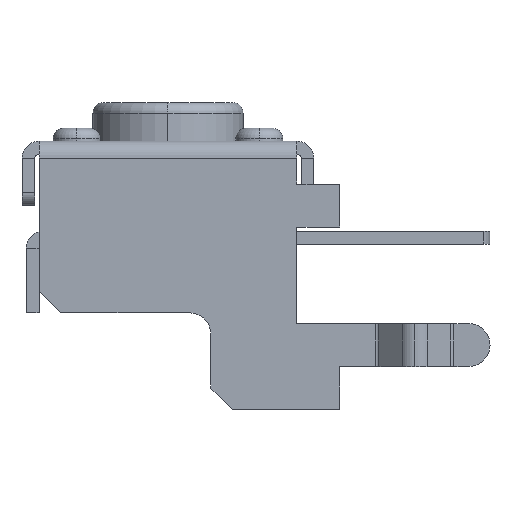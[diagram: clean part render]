
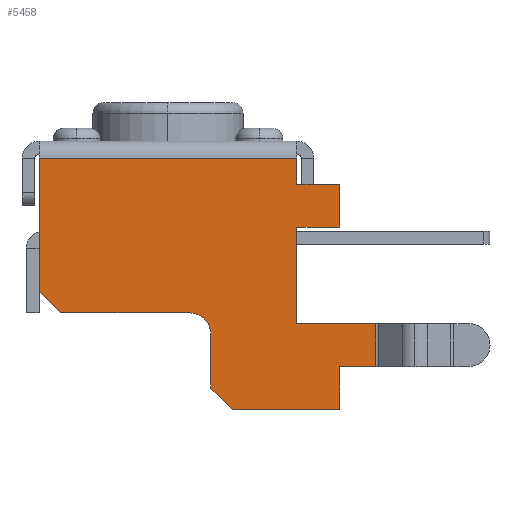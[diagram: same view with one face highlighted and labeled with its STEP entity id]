
A CAD part, left-side view. The second image highlights one B-rep face of the part: STEP entity #5458.
In plain terms, the highlighted planar face has unit normal (-1, 0, 0).
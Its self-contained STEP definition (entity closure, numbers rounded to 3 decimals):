
#6 = DIRECTION ( 'NONE',  ( 0., 0., -1. ) ) ;
#160 = DIRECTION ( 'NONE',  ( 0., 0., -1. ) ) ;
#177 = VERTEX_POINT ( 'NONE', #5565 ) ;
#192 = VERTEX_POINT ( 'NONE', #2665 ) ;
#386 = LINE ( 'NONE', #3977, #4999 ) ;
#450 = LINE ( 'NONE', #4935, #5952 ) ;
#481 = LINE ( 'NONE', #2409, #6127 ) ;
#486 = DIRECTION ( 'NONE',  ( 0., 0., -1. ) ) ;
#507 = EDGE_LOOP ( 'NONE', ( #3829, #2359, #4381, #525, #950, #3008, #1341, #852, #1869, #890, #1563, #1229, #5751, #2719, #5867, #616, #2694 ) ) ;
#525 = ORIENTED_EDGE ( 'NONE', *, *, #2844, .T. ) ;
#616 = ORIENTED_EDGE ( 'NONE', *, *, #1407, .T. ) ;
#625 = VECTOR ( 'NONE', #1298, 1000. ) ;
#639 = EDGE_CURVE ( 'NONE', #1041, #5403, #481, .T. ) ;
#682 = EDGE_CURVE ( 'NONE', #3323, #3377, #3209, .T. ) ;
#684 = VECTOR ( 'NONE', #3009, 1000. ) ;
#718 = VECTOR ( 'NONE', #6247, 1000. ) ;
#782 = PLANE ( 'NONE',  #2482 ) ;
#792 = VERTEX_POINT ( 'NONE', #6058 ) ;
#804 = DIRECTION ( 'NONE',  ( 0., 0., -1. ) ) ;
#851 = CARTESIAN_POINT ( 'NONE',  ( -3.65, -3., -1. ) ) ;
#852 = ORIENTED_EDGE ( 'NONE', *, *, #639, .F. ) ;
#890 = ORIENTED_EDGE ( 'NONE', *, *, #2379, .F. ) ;
#941 = CARTESIAN_POINT ( 'NONE',  ( -3.65, -4., -5.25 ) ) ;
#950 = ORIENTED_EDGE ( 'NONE', *, *, #5786, .T. ) ;
#1029 = CARTESIAN_POINT ( 'NONE',  ( -3.65, -1., -5.75 ) ) ;
#1038 = DIRECTION ( 'NONE',  ( 0., 1., 0. ) ) ;
#1041 = VERTEX_POINT ( 'NONE', #851 ) ;
#1110 = LINE ( 'NONE', #5764, #718 ) ;
#1166 = DIRECTION ( 'NONE',  ( 0., -1., 0. ) ) ;
#1186 = VERTEX_POINT ( 'NONE', #3446 ) ;
#1229 = ORIENTED_EDGE ( 'NONE', *, *, #4017, .T. ) ;
#1298 = DIRECTION ( 'NONE',  ( 0., -0.707, -0.707 ) ) ;
#1341 = ORIENTED_EDGE ( 'NONE', *, *, #2678, .F. ) ;
#1407 = EDGE_CURVE ( 'NONE', #1646, #6305, #5100, .T. ) ;
#1415 = CARTESIAN_POINT ( 'NONE',  ( -3.65, 3., 0. ) ) ;
#1491 = CARTESIAN_POINT ( 'NONE',  ( -3.65, 2.5, -4. ) ) ;
#1503 = DIRECTION ( 'NONE',  ( 0., -1., 0. ) ) ;
#1512 = EDGE_CURVE ( 'NONE', #1186, #3858, #2701, .T. ) ;
#1563 = ORIENTED_EDGE ( 'NONE', *, *, #682, .T. ) ;
#1601 = DIRECTION ( 'NONE',  ( 0., 0., -1. ) ) ;
#1608 = CARTESIAN_POINT ( 'NONE',  ( -3.65, -3., -0.4 ) ) ;
#1620 = CARTESIAN_POINT ( 'NONE',  ( -3.65, -0.5, -4.5 ) ) ;
#1623 = VECTOR ( 'NONE', #3290, 1000. ) ;
#1646 = VERTEX_POINT ( 'NONE', #1706 ) ;
#1704 = CARTESIAN_POINT ( 'NONE',  ( -3.65, -4., -6.25 ) ) ;
#1706 = CARTESIAN_POINT ( 'NONE',  ( -3.65, -1., -5.75 ) ) ;
#1719 = DIRECTION ( 'NONE',  ( 0., -1., 0. ) ) ;
#1760 = CIRCLE ( 'NONE', #4623, 0.5 ) ;
#1821 = VECTOR ( 'NONE', #3925, 1000. ) ;
#1869 = ORIENTED_EDGE ( 'NONE', *, *, #4092, .T. ) ;
#1914 = EDGE_CURVE ( 'NONE', #3858, #5688, #1110, .T. ) ;
#1937 = VECTOR ( 'NONE', #6, 1000. ) ;
#2183 = DIRECTION ( 'NONE',  ( 1., 0., 0. ) ) ;
#2207 = VERTEX_POINT ( 'NONE', #4622 ) ;
#2230 = DIRECTION ( 'NONE',  ( -1., 0., 0. ) ) ;
#2280 = LINE ( 'NONE', #4524, #684 ) ;
#2341 = CARTESIAN_POINT ( 'NONE',  ( -3.65, 3., -0.4 ) ) ;
#2359 = ORIENTED_EDGE ( 'NONE', *, *, #1914, .F. ) ;
#2379 = EDGE_CURVE ( 'NONE', #3323, #3814, #2762, .T. ) ;
#2409 = CARTESIAN_POINT ( 'NONE',  ( -3.65, -3., -1. ) ) ;
#2482 = AXIS2_PLACEMENT_3D ( 'NONE', #4706, #2230, #2698 ) ;
#2488 = CARTESIAN_POINT ( 'NONE',  ( -3.65, 0., -6.25 ) ) ;
#2544 = CARTESIAN_POINT ( 'NONE',  ( -3.65, -4., -2. ) ) ;
#2601 = EDGE_CURVE ( 'NONE', #3178, #177, #5663, .T. ) ;
#2640 = LINE ( 'NONE', #2488, #5117 ) ;
#2665 = CARTESIAN_POINT ( 'NONE',  ( -3.65, -1., -4.5 ) ) ;
#2678 = EDGE_CURVE ( 'NONE', #5403, #4557, #6278, .T. ) ;
#2688 = CARTESIAN_POINT ( 'NONE',  ( -3.65, -3., -2. ) ) ;
#2694 = ORIENTED_EDGE ( 'NONE', *, *, #6202, .T. ) ;
#2698 = DIRECTION ( 'NONE',  ( 0., -1., 0. ) ) ;
#2701 = LINE ( 'NONE', #6006, #2934 ) ;
#2719 = ORIENTED_EDGE ( 'NONE', *, *, #4745, .T. ) ;
#2762 = LINE ( 'NONE', #1608, #3943 ) ;
#2844 = EDGE_CURVE ( 'NONE', #1186, #2207, #386, .T. ) ;
#2934 = VECTOR ( 'NONE', #1601, 1000. ) ;
#3008 = ORIENTED_EDGE ( 'NONE', *, *, #5148, .F. ) ;
#3009 = DIRECTION ( 'NONE',  ( 0., 1., 0. ) ) ;
#3062 = LINE ( 'NONE', #5593, #625 ) ;
#3098 = VERTEX_POINT ( 'NONE', #2688 ) ;
#3103 = LINE ( 'NONE', #3297, #1821 ) ;
#3178 = VERTEX_POINT ( 'NONE', #4203 ) ;
#3180 = VECTOR ( 'NONE', #804, 1000. ) ;
#3209 = LINE ( 'NONE', #1415, #1937 ) ;
#3282 = LINE ( 'NONE', #5785, #1623 ) ;
#3290 = DIRECTION ( 'NONE',  ( 0., 0., 1. ) ) ;
#3297 = CARTESIAN_POINT ( 'NONE',  ( -3.65, -1., -4.5 ) ) ;
#3323 = VERTEX_POINT ( 'NONE', #2341 ) ;
#3330 = CARTESIAN_POINT ( 'NONE',  ( -3.65, -4., -1. ) ) ;
#3356 = DIRECTION ( 'NONE',  ( 0., -1., 0. ) ) ;
#3377 = VERTEX_POINT ( 'NONE', #6255 ) ;
#3380 = VECTOR ( 'NONE', #3356, 1000. ) ;
#3442 = DIRECTION ( 'NONE',  ( 0., -0.707, -0.707 ) ) ;
#3446 = CARTESIAN_POINT ( 'NONE',  ( -3.65, -4.843, -4.25 ) ) ;
#3559 = VECTOR ( 'NONE', #3442, 1000. ) ;
#3814 = VERTEX_POINT ( 'NONE', #4575 ) ;
#3829 = ORIENTED_EDGE ( 'NONE', *, *, #5511, .F. ) ;
#3858 = VERTEX_POINT ( 'NONE', #5097 ) ;
#3925 = DIRECTION ( 'NONE',  ( 0., 0., -1. ) ) ;
#3943 = VECTOR ( 'NONE', #1166, 1000. ) ;
#3977 = CARTESIAN_POINT ( 'NONE',  ( -3.65, -4., -4.25 ) ) ;
#4017 = EDGE_CURVE ( 'NONE', #3377, #3178, #3062, .T. ) ;
#4092 = EDGE_CURVE ( 'NONE', #1041, #3814, #3282, .T. ) ;
#4203 = CARTESIAN_POINT ( 'NONE',  ( -3.65, 2.5, -4. ) ) ;
#4381 = ORIENTED_EDGE ( 'NONE', *, *, #1512, .F. ) ;
#4402 = CARTESIAN_POINT ( 'NONE',  ( -3.65, -4., -1. ) ) ;
#4524 = CARTESIAN_POINT ( 'NONE',  ( -3.65, -3., -2. ) ) ;
#4557 = VERTEX_POINT ( 'NONE', #2544 ) ;
#4575 = CARTESIAN_POINT ( 'NONE',  ( -3.65, -3., -0.4 ) ) ;
#4622 = CARTESIAN_POINT ( 'NONE',  ( -3.65, -3., -4.25 ) ) ;
#4623 = AXIS2_PLACEMENT_3D ( 'NONE', #1620, #2183, #160 ) ;
#4640 = CARTESIAN_POINT ( 'NONE',  ( -3.65, -1.5, -6.25 ) ) ;
#4706 = CARTESIAN_POINT ( 'NONE',  ( -3.65, -4., -4.25 ) ) ;
#4745 = EDGE_CURVE ( 'NONE', #177, #192, #1760, .T. ) ;
#4935 = CARTESIAN_POINT ( 'NONE',  ( -3.65, -3., 0. ) ) ;
#4999 = VECTOR ( 'NONE', #1038, 1000. ) ;
#5097 = CARTESIAN_POINT ( 'NONE',  ( -3.65, -4.843, -5.25 ) ) ;
#5100 = LINE ( 'NONE', #1029, #3559 ) ;
#5117 = VECTOR ( 'NONE', #1719, 1000. ) ;
#5148 = EDGE_CURVE ( 'NONE', #4557, #3098, #2280, .T. ) ;
#5150 = VECTOR ( 'NONE', #486, 1000. ) ;
#5403 = VERTEX_POINT ( 'NONE', #3330 ) ;
#5411 = DIRECTION ( 'NONE',  ( 0., 0., 1. ) ) ;
#5458 = ADVANCED_FACE ( 'NONE', ( #5890 ), #782, .T. ) ;
#5511 = EDGE_CURVE ( 'NONE', #5688, #792, #5804, .T. ) ;
#5565 = CARTESIAN_POINT ( 'NONE',  ( -3.65, -0.5, -4. ) ) ;
#5593 = CARTESIAN_POINT ( 'NONE',  ( -3.65, 3., -3.5 ) ) ;
#5663 = LINE ( 'NONE', #1491, #3380 ) ;
#5688 = VERTEX_POINT ( 'NONE', #941 ) ;
#5751 = ORIENTED_EDGE ( 'NONE', *, *, #2601, .T. ) ;
#5764 = CARTESIAN_POINT ( 'NONE',  ( -3.65, -4., -5.25 ) ) ;
#5785 = CARTESIAN_POINT ( 'NONE',  ( -3.65, -3., 0. ) ) ;
#5786 = EDGE_CURVE ( 'NONE', #2207, #3098, #450, .T. ) ;
#5804 = LINE ( 'NONE', #1704, #3180 ) ;
#5867 = ORIENTED_EDGE ( 'NONE', *, *, #5929, .T. ) ;
#5890 = FACE_OUTER_BOUND ( 'NONE', #507, .T. ) ;
#5929 = EDGE_CURVE ( 'NONE', #192, #1646, #3103, .T. ) ;
#5952 = VECTOR ( 'NONE', #5411, 1000. ) ;
#6006 = CARTESIAN_POINT ( 'NONE',  ( -3.65, -4.843, -4.25 ) ) ;
#6058 = CARTESIAN_POINT ( 'NONE',  ( -3.65, -4., -6.25 ) ) ;
#6127 = VECTOR ( 'NONE', #1503, 1000. ) ;
#6202 = EDGE_CURVE ( 'NONE', #6305, #792, #2640, .T. ) ;
#6247 = DIRECTION ( 'NONE',  ( 0., 1., 0. ) ) ;
#6255 = CARTESIAN_POINT ( 'NONE',  ( -3.65, 3., -3.5 ) ) ;
#6278 = LINE ( 'NONE', #4402, #5150 ) ;
#6305 = VERTEX_POINT ( 'NONE', #4640 ) ;
